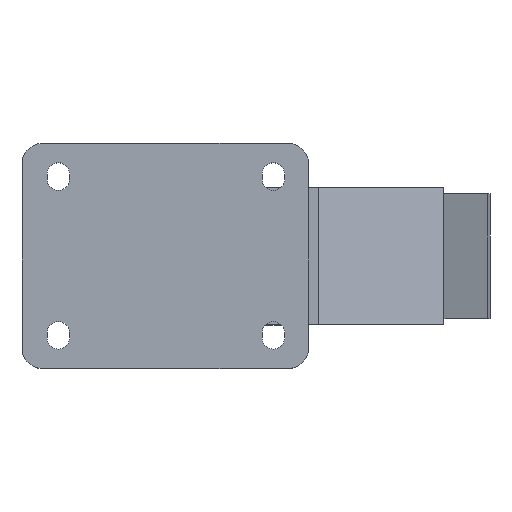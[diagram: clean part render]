
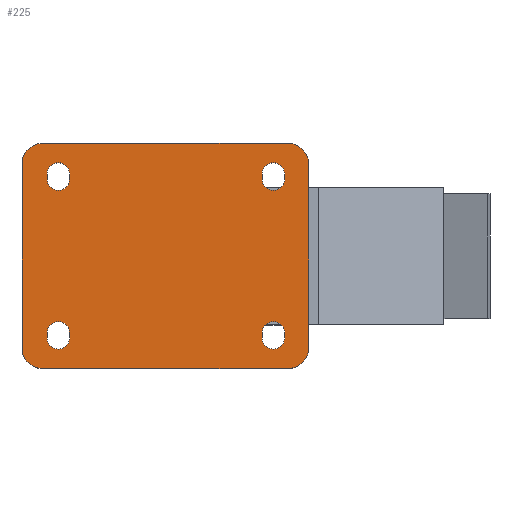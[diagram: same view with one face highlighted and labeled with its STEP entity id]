
A CAD part, top view. The second image highlights one B-rep face of the part: STEP entity #225.
In plain terms, the highlighted planar face has unit normal (0, 0, 1).
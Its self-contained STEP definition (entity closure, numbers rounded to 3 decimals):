
#225=ADVANCED_FACE('',(#449,#450,#451,#452,#453),#454,.F.);
#449=FACE_BOUND('',#674,.T.);
#450=FACE_BOUND('',#675,.T.);
#451=FACE_BOUND('',#676,.T.);
#452=FACE_BOUND('',#677,.T.);
#453=FACE_OUTER_BOUND('',#678,.T.);
#454=PLANE('',#679);
#674=EDGE_LOOP('',(#1281,#1282,#1283,#1284));
#675=EDGE_LOOP('',(#1285,#1286,#1287,#1288));
#676=EDGE_LOOP('',(#1289,#1290,#1291,#1292));
#677=EDGE_LOOP('',(#1293,#1294,#1295,#1296));
#678=EDGE_LOOP('',(#1297,#1298,#1299,#1300,#1301,#1302,#1303,#1304));
#679=AXIS2_PLACEMENT_3D('',#1305,#1306,#1307);
#1281=ORIENTED_EDGE('',*,*,#1508,.T.);
#1282=ORIENTED_EDGE('',*,*,#1504,.T.);
#1283=ORIENTED_EDGE('',*,*,#1500,.T.);
#1284=ORIENTED_EDGE('',*,*,#1512,.T.);
#1285=ORIENTED_EDGE('',*,*,#1524,.T.);
#1286=ORIENTED_EDGE('',*,*,#1520,.T.);
#1287=ORIENTED_EDGE('',*,*,#1516,.T.);
#1288=ORIENTED_EDGE('',*,*,#1528,.T.);
#1289=ORIENTED_EDGE('',*,*,#1540,.T.);
#1290=ORIENTED_EDGE('',*,*,#1536,.T.);
#1291=ORIENTED_EDGE('',*,*,#1532,.T.);
#1292=ORIENTED_EDGE('',*,*,#1544,.T.);
#1293=ORIENTED_EDGE('',*,*,#1556,.T.);
#1294=ORIENTED_EDGE('',*,*,#1552,.T.);
#1295=ORIENTED_EDGE('',*,*,#1548,.T.);
#1296=ORIENTED_EDGE('',*,*,#1560,.T.);
#1297=ORIENTED_EDGE('',*,*,#1564,.F.);
#1298=ORIENTED_EDGE('',*,*,#1569,.F.);
#1299=ORIENTED_EDGE('',*,*,#1573,.F.);
#1300=ORIENTED_EDGE('',*,*,#1577,.F.);
#1301=ORIENTED_EDGE('',*,*,#1581,.F.);
#1302=ORIENTED_EDGE('',*,*,#1585,.F.);
#1303=ORIENTED_EDGE('',*,*,#1589,.F.);
#1304=ORIENTED_EDGE('',*,*,#1592,.F.);
#1305=CARTESIAN_POINT('',(0.,0.,0.0));
#1306=DIRECTION('',(0.0,0.0,-1.0));
#1307=DIRECTION('',(0.0,1.0,0.0));
#1500=EDGE_CURVE('',#1837,#1835,#1838,.T.);
#1504=EDGE_CURVE('',#1843,#1837,#1844,.T.);
#1508=EDGE_CURVE('',#1849,#1843,#1850,.T.);
#1512=EDGE_CURVE('',#1835,#1849,#1854,.T.);
#1516=EDGE_CURVE('',#1861,#1859,#1862,.T.);
#1520=EDGE_CURVE('',#1867,#1861,#1868,.T.);
#1524=EDGE_CURVE('',#1873,#1867,#1874,.T.);
#1528=EDGE_CURVE('',#1859,#1873,#1878,.T.);
#1532=EDGE_CURVE('',#1885,#1883,#1886,.T.);
#1536=EDGE_CURVE('',#1891,#1885,#1892,.T.);
#1540=EDGE_CURVE('',#1897,#1891,#1898,.T.);
#1544=EDGE_CURVE('',#1883,#1897,#1902,.T.);
#1548=EDGE_CURVE('',#1909,#1907,#1910,.T.);
#1552=EDGE_CURVE('',#1915,#1909,#1916,.T.);
#1556=EDGE_CURVE('',#1921,#1915,#1922,.T.);
#1560=EDGE_CURVE('',#1907,#1921,#1926,.T.);
#1564=EDGE_CURVE('',#1931,#1933,#1934,.T.);
#1569=EDGE_CURVE('',#1939,#1931,#1941,.T.);
#1573=EDGE_CURVE('',#1945,#1939,#1947,.T.);
#1577=EDGE_CURVE('',#1951,#1945,#1953,.T.);
#1581=EDGE_CURVE('',#1957,#1951,#1959,.T.);
#1585=EDGE_CURVE('',#1963,#1957,#1965,.T.);
#1589=EDGE_CURVE('',#1969,#1963,#1971,.T.);
#1592=EDGE_CURVE('',#1933,#1969,#1974,.T.);
#1835=VERTEX_POINT('',#2471);
#1837=VERTEX_POINT('',#2474);
#1838=LINE('',#2475,#2476);
#1843=VERTEX_POINT('',#2482);
#1844=CIRCLE('',#2483,5.5);
#1849=VERTEX_POINT('',#2490);
#1850=LINE('',#2491,#2492);
#1854=CIRCLE('',#2497,5.5);
#1859=VERTEX_POINT('',#2503);
#1861=VERTEX_POINT('',#2506);
#1862=LINE('',#2507,#2508);
#1867=VERTEX_POINT('',#2514);
#1868=CIRCLE('',#2515,5.5);
#1873=VERTEX_POINT('',#2522);
#1874=LINE('',#2523,#2524);
#1878=CIRCLE('',#2529,5.5);
#1883=VERTEX_POINT('',#2535);
#1885=VERTEX_POINT('',#2538);
#1886=LINE('',#2539,#2540);
#1891=VERTEX_POINT('',#2546);
#1892=CIRCLE('',#2547,5.5);
#1897=VERTEX_POINT('',#2554);
#1898=LINE('',#2555,#2556);
#1902=CIRCLE('',#2561,5.5);
#1907=VERTEX_POINT('',#2567);
#1909=VERTEX_POINT('',#2570);
#1910=LINE('',#2571,#2572);
#1915=VERTEX_POINT('',#2578);
#1916=CIRCLE('',#2579,5.5);
#1921=VERTEX_POINT('',#2586);
#1922=LINE('',#2587,#2588);
#1926=CIRCLE('',#2593,5.5);
#1931=VERTEX_POINT('',#2599);
#1933=VERTEX_POINT('',#2602);
#1934=LINE('',#2603,#2604);
#1939=VERTEX_POINT('',#2610);
#1941=CIRCLE('',#2613,10.0);
#1945=VERTEX_POINT('',#2618);
#1947=LINE('',#2621,#2622);
#1951=VERTEX_POINT('',#2626);
#1953=CIRCLE('',#2629,10.);
#1957=VERTEX_POINT('',#2634);
#1959=LINE('',#2637,#2638);
#1963=VERTEX_POINT('',#2642);
#1965=CIRCLE('',#2645,10.0);
#1969=VERTEX_POINT('',#2650);
#1971=LINE('',#2653,#2654);
#1974=CIRCLE('',#2657,10.);
#2471=CARTESIAN_POINT('',(47.25,40.0,0.0));
#2474=CARTESIAN_POINT('',(47.25,37.5,0.0));
#2475=CARTESIAN_POINT('',(47.25,19.375,0.0));
#2476=VECTOR('',#2856,1.0);
#2482=CARTESIAN_POINT('',(58.25,37.5,0.0));
#2483=AXIS2_PLACEMENT_3D('',#2861,#2862,#2863);
#2490=CARTESIAN_POINT('',(58.25,40.0,0.0));
#2491=CARTESIAN_POINT('',(58.25,19.375,0.0));
#2492=VECTOR('',#2866,1.0);
#2497=AXIS2_PLACEMENT_3D('',#2871,#2872,#2873);
#2503=CARTESIAN_POINT('',(-57.75,40.0,0.0));
#2506=CARTESIAN_POINT('',(-57.75,37.5,0.0));
#2507=CARTESIAN_POINT('',(-57.75,19.375,0.0));
#2508=VECTOR('',#2876,1.0);
#2514=CARTESIAN_POINT('',(-46.75,37.5,0.0));
#2515=AXIS2_PLACEMENT_3D('',#2881,#2882,#2883);
#2522=CARTESIAN_POINT('',(-46.75,40.0,0.0));
#2523=CARTESIAN_POINT('',(-46.75,19.375,0.0));
#2524=VECTOR('',#2886,1.0);
#2529=AXIS2_PLACEMENT_3D('',#2891,#2892,#2893);
#2535=CARTESIAN_POINT('',(47.25,-37.5,0.0));
#2538=CARTESIAN_POINT('',(47.25,-40.0,0.0));
#2539=CARTESIAN_POINT('',(47.25,-19.375,0.0));
#2540=VECTOR('',#2896,1.0);
#2546=CARTESIAN_POINT('',(58.25,-40.0,0.0));
#2547=AXIS2_PLACEMENT_3D('',#2901,#2902,#2903);
#2554=CARTESIAN_POINT('',(58.25,-37.5,0.0));
#2555=CARTESIAN_POINT('',(58.25,-19.375,0.0));
#2556=VECTOR('',#2906,1.0);
#2561=AXIS2_PLACEMENT_3D('',#2911,#2912,#2913);
#2567=CARTESIAN_POINT('',(-57.75,-37.5,0.0));
#2570=CARTESIAN_POINT('',(-57.75,-40.0,0.0));
#2571=CARTESIAN_POINT('',(-57.75,-19.375,0.0));
#2572=VECTOR('',#2916,1.0);
#2578=CARTESIAN_POINT('',(-46.75,-40.0,0.0));
#2579=AXIS2_PLACEMENT_3D('',#2921,#2922,#2923);
#2586=CARTESIAN_POINT('',(-46.75,-37.5,0.0));
#2587=CARTESIAN_POINT('',(-46.75,-19.375,0.0));
#2588=VECTOR('',#2926,1.0);
#2593=AXIS2_PLACEMENT_3D('',#2931,#2932,#2933);
#2599=CARTESIAN_POINT('',(-60.0,55.0,0.0));
#2602=CARTESIAN_POINT('',(60.0,55.0,0.0));
#2603=CARTESIAN_POINT('',(0.0,55.0,0.0));
#2604=VECTOR('',#2936,1.0);
#2610=CARTESIAN_POINT('',(-70.0,45.0,0.0));
#2613=AXIS2_PLACEMENT_3D('',#2942,#2943,#2944);
#2618=CARTESIAN_POINT('',(-70.0,-45.0,0.0));
#2621=CARTESIAN_POINT('',(-70.0,-45.0,0.0));
#2622=VECTOR('',#2947,1.0);
#2626=CARTESIAN_POINT('',(-60.0,-55.0,0.0));
#2629=AXIS2_PLACEMENT_3D('',#2952,#2953,#2954);
#2634=CARTESIAN_POINT('',(60.0,-55.0,0.0));
#2637=CARTESIAN_POINT('',(60.0,-55.0,0.0));
#2638=VECTOR('',#2957,1.0);
#2642=CARTESIAN_POINT('',(70.0,-45.0,0.0));
#2645=AXIS2_PLACEMENT_3D('',#2962,#2963,#2964);
#2650=CARTESIAN_POINT('',(70.0,45.0,0.0));
#2653=CARTESIAN_POINT('',(70.0,45.0,0.0));
#2654=VECTOR('',#2967,1.0);
#2657=AXIS2_PLACEMENT_3D('',#2971,#2972,#2973);
#2856=DIRECTION('',(0.0,1.0,0.0));
#2861=CARTESIAN_POINT('',(52.75,37.5,0.0));
#2862=DIRECTION('',(0.0,0.0,-1.0));
#2863=DIRECTION('',(1.0,0.,0.0));
#2866=DIRECTION('',(0.0,-1.0,0.0));
#2871=CARTESIAN_POINT('',(52.75,40.0,0.0));
#2872=DIRECTION('',(-0.0,0.0,-1.0));
#2873=DIRECTION('',(-1.0,0.,0.0));
#2876=DIRECTION('',(0.0,1.0,0.0));
#2881=CARTESIAN_POINT('',(-52.25,37.5,0.0));
#2882=DIRECTION('',(0.0,0.0,-1.0));
#2883=DIRECTION('',(1.0,0.,0.0));
#2886=DIRECTION('',(0.0,-1.0,0.0));
#2891=CARTESIAN_POINT('',(-52.25,40.0,0.0));
#2892=DIRECTION('',(-0.0,0.0,-1.0));
#2893=DIRECTION('',(-1.0,0.,0.0));
#2896=DIRECTION('',(0.0,1.0,0.0));
#2901=CARTESIAN_POINT('',(52.75,-40.0,0.0));
#2902=DIRECTION('',(0.0,0.0,-1.0));
#2903=DIRECTION('',(1.0,0.,0.0));
#2906=DIRECTION('',(0.0,-1.0,0.0));
#2911=CARTESIAN_POINT('',(52.75,-37.5,0.0));
#2912=DIRECTION('',(-0.0,0.0,-1.0));
#2913=DIRECTION('',(-1.0,0.,0.0));
#2916=DIRECTION('',(0.0,1.0,0.0));
#2921=CARTESIAN_POINT('',(-52.25,-40.0,0.0));
#2922=DIRECTION('',(0.0,0.0,-1.0));
#2923=DIRECTION('',(1.0,0.,0.0));
#2926=DIRECTION('',(0.0,-1.0,0.0));
#2931=CARTESIAN_POINT('',(-52.25,-37.5,0.0));
#2932=DIRECTION('',(-0.0,0.0,-1.0));
#2933=DIRECTION('',(-1.0,0.,0.0));
#2936=DIRECTION('',(1.0,0.0,0.0));
#2942=CARTESIAN_POINT('',(-60.0,45.0,0.0));
#2943=DIRECTION('',(0.0,0.0,-1.0));
#2944=DIRECTION('',(-1.0,0.,0.0));
#2947=DIRECTION('',(0.0,1.0,0.0));
#2952=CARTESIAN_POINT('',(-60.0,-45.0,0.0));
#2953=DIRECTION('',(0.0,0.0,-1.0));
#2954=DIRECTION('',(0.,-1.0,0.0));
#2957=DIRECTION('',(-1.0,0.0,0.0));
#2962=CARTESIAN_POINT('',(60.0,-45.0,0.0));
#2963=DIRECTION('',(0.0,0.0,-1.0));
#2964=DIRECTION('',(1.0,0.,0.0));
#2967=DIRECTION('',(0.0,-1.0,0.0));
#2971=CARTESIAN_POINT('',(60.0,45.0,0.0));
#2972=DIRECTION('',(0.0,0.0,-1.0));
#2973=DIRECTION('',(0.,1.0,0.0));
